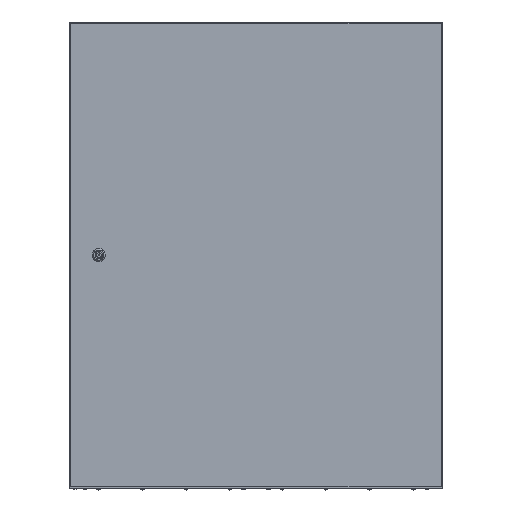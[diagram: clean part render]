
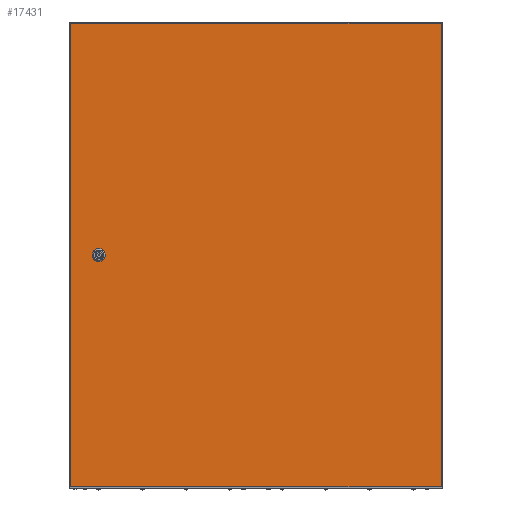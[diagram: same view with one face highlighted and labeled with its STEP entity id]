
A CAD part, top view. The second image highlights one B-rep face of the part: STEP entity #17431.
In plain terms, the highlighted planar face has unit normal (0, 0, 1).
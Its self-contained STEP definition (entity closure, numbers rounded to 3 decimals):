
#338 = VERTEX_POINT ( 'NONE', #59484 ) ;
#857 = CARTESIAN_POINT ( 'NONE',  ( 52.82, 494.944, 17. ) ) ;
#2105 = PLANE ( 'NONE',  #12134 ) ;
#3255 = EDGE_CURVE ( 'NONE', #75325, #17816, #29031, .T. ) ;
#3537 = LINE ( 'NONE', #66995, #39960 ) ;
#3919 = DIRECTION ( 'NONE',  ( 0., 1., 0. ) ) ;
#4485 = VERTEX_POINT ( 'NONE', #12404 ) ;
#4841 = CARTESIAN_POINT ( 'NONE',  ( 72.92, 494.944, 17. ) ) ;
#7064 = VERTEX_POINT ( 'NONE', #79293 ) ;
#7466 = DIRECTION ( 'NONE',  ( 0., -1., 0. ) ) ;
#7485 = ORIENTED_EDGE ( 'NONE', *, *, #58703, .F. ) ;
#8829 = ORIENTED_EDGE ( 'NONE', *, *, #79773, .F. ) ;
#10129 = DIRECTION ( 'NONE',  ( -1., 0., 0. ) ) ;
#10399 = CIRCLE ( 'NONE', #56829, 11.25 ) ;
#12134 = AXIS2_PLACEMENT_3D ( 'NONE', #27733, #46873, #71328 ) ;
#12143 = EDGE_CURVE ( 'NONE', #338, #15044, #75100, .T. ) ;
#12404 = CARTESIAN_POINT ( 'NONE',  ( 2.87, 3., 17. ) ) ;
#15044 = VERTEX_POINT ( 'NONE', #34200 ) ;
#16110 = FACE_BOUND ( 'NONE', #35867, .T. ) ;
#17177 = CARTESIAN_POINT ( 'NONE',  ( 67.926, 489.95, 17. ) ) ;
#17431 = ADVANCED_FACE ( 'NONE', ( #16110, #65144 ), #2105, .T. ) ;
#17816 = VERTEX_POINT ( 'NONE', #4841 ) ;
#18034 = CARTESIAN_POINT ( 'NONE',  ( 796.87, 3., 17. ) ) ;
#19445 = LINE ( 'NONE', #52663, #47866 ) ;
#22592 = DIRECTION ( 'NONE',  ( 1., 0., 0. ) ) ;
#23999 = CARTESIAN_POINT ( 'NONE',  ( 62.87, 500., 17. ) ) ;
#24774 = AXIS2_PLACEMENT_3D ( 'NONE', #42258, #72991, #67605 ) ;
#25692 = CARTESIAN_POINT ( 'NONE',  ( 796.87, 997., 17. ) ) ;
#27721 = VERTEX_POINT ( 'NONE', #18034 ) ;
#27733 = CARTESIAN_POINT ( 'NONE',  ( 0., 0., 17. ) ) ;
#28364 = CARTESIAN_POINT ( 'NONE',  ( 796.87, 997., 17. ) ) ;
#28486 = EDGE_CURVE ( 'NONE', #38484, #68347, #57680, .T. ) ;
#28796 = CARTESIAN_POINT ( 'NONE',  ( 2.87, 3., 17. ) ) ;
#29031 = CIRCLE ( 'NONE', #38308, 11.25 ) ;
#29145 = VERTEX_POINT ( 'NONE', #25692 ) ;
#30927 = DIRECTION ( 'NONE',  ( 1., 0., 0. ) ) ;
#31938 = CIRCLE ( 'NONE', #75664, 11.25 ) ;
#32753 = VERTEX_POINT ( 'NONE', #49038 ) ;
#33111 = ORIENTED_EDGE ( 'NONE', *, *, #33402, .F. ) ;
#33402 = EDGE_CURVE ( 'NONE', #7064, #38484, #31938, .T. ) ;
#33546 = VECTOR ( 'NONE', #3919, 1000. ) ;
#34200 = CARTESIAN_POINT ( 'NONE',  ( 67.926, 510.05, 17. ) ) ;
#35867 = EDGE_LOOP ( 'NONE', ( #52838, #7485, #69361, #8829, #80665, #59679, #33111, #38379 ) ) ;
#36658 = EDGE_CURVE ( 'NONE', #27721, #29145, #42424, .T. ) ;
#36743 = CARTESIAN_POINT ( 'NONE',  ( 67.926, 489.95, 17. ) ) ;
#37942 = ORIENTED_EDGE ( 'NONE', *, *, #46192, .T. ) ;
#38308 = AXIS2_PLACEMENT_3D ( 'NONE', #79523, #41775, #47210 ) ;
#38379 = ORIENTED_EDGE ( 'NONE', *, *, #50685, .F. ) ;
#38484 = VERTEX_POINT ( 'NONE', #79792 ) ;
#39116 = CARTESIAN_POINT ( 'NONE',  ( 62.87, 500., 17. ) ) ;
#39352 = VECTOR ( 'NONE', #65577, 1000. ) ;
#39960 = VECTOR ( 'NONE', #10129, 1000. ) ;
#41775 = DIRECTION ( 'NONE',  ( 0., 0., 1. ) ) ;
#42258 = CARTESIAN_POINT ( 'NONE',  ( 62.87, 500., 17. ) ) ;
#42424 = LINE ( 'NONE', #28364, #33546 ) ;
#42905 = CARTESIAN_POINT ( 'NONE',  ( 2.87, 997., 17. ) ) ;
#46192 = EDGE_CURVE ( 'NONE', #75311, #4485, #19445, .T. ) ;
#46457 = LINE ( 'NONE', #79172, #56323 ) ;
#46873 = DIRECTION ( 'NONE',  ( 0., 0., 1. ) ) ;
#47210 = DIRECTION ( 'NONE',  ( 1., 0., 0. ) ) ;
#47866 = VECTOR ( 'NONE', #7466, 1000. ) ;
#49038 = CARTESIAN_POINT ( 'NONE',  ( 57.814, 489.95, 17. ) ) ;
#49054 = CARTESIAN_POINT ( 'NONE',  ( 52.82, 494.944, 17. ) ) ;
#50685 = EDGE_CURVE ( 'NONE', #15044, #7064, #46457, .T. ) ;
#52256 = DIRECTION ( 'NONE',  ( -1., 0., 0. ) ) ;
#52663 = CARTESIAN_POINT ( 'NONE',  ( 2.87, 997., 17. ) ) ;
#52838 = ORIENTED_EDGE ( 'NONE', *, *, #12143, .F. ) ;
#56323 = VECTOR ( 'NONE', #52256, 1000. ) ;
#56829 = AXIS2_PLACEMENT_3D ( 'NONE', #23999, #68416, #61391 ) ;
#57680 = LINE ( 'NONE', #857, #65759 ) ;
#58083 = DIRECTION ( 'NONE',  ( 0., -1., 0. ) ) ;
#58105 = LINE ( 'NONE', #77551, #39352 ) ;
#58703 = EDGE_CURVE ( 'NONE', #17816, #338, #58105, .T. ) ;
#59484 = CARTESIAN_POINT ( 'NONE',  ( 72.92, 505.056, 17. ) ) ;
#59679 = ORIENTED_EDGE ( 'NONE', *, *, #28486, .F. ) ;
#61391 = DIRECTION ( 'NONE',  ( 1., 0., 0. ) ) ;
#65144 = FACE_OUTER_BOUND ( 'NONE', #77029, .T. ) ;
#65577 = DIRECTION ( 'NONE',  ( 0., 1., 0. ) ) ;
#65759 = VECTOR ( 'NONE', #58083, 1000. ) ;
#66995 = CARTESIAN_POINT ( 'NONE',  ( 2.87, 997., 17. ) ) ;
#67605 = DIRECTION ( 'NONE',  ( 1., 0., 0. ) ) ;
#67766 = VECTOR ( 'NONE', #30927, 1000. ) ;
#67999 = VECTOR ( 'NONE', #22592, 1000. ) ;
#68347 = VERTEX_POINT ( 'NONE', #49054 ) ;
#68416 = DIRECTION ( 'NONE',  ( 0., 0., 1. ) ) ;
#69361 = ORIENTED_EDGE ( 'NONE', *, *, #3255, .F. ) ;
#70271 = DIRECTION ( 'NONE',  ( 1., 0., 0. ) ) ;
#70574 = ORIENTED_EDGE ( 'NONE', *, *, #74446, .T. ) ;
#71328 = DIRECTION ( 'NONE',  ( 1., 0., 0. ) ) ;
#72991 = DIRECTION ( 'NONE',  ( 0., 0., 1. ) ) ;
#73371 = EDGE_CURVE ( 'NONE', #29145, #75311, #3537, .T. ) ;
#74008 = LINE ( 'NONE', #28796, #67999 ) ;
#74446 = EDGE_CURVE ( 'NONE', #4485, #27721, #74008, .T. ) ;
#75100 = CIRCLE ( 'NONE', #24774, 11.25 ) ;
#75311 = VERTEX_POINT ( 'NONE', #42905 ) ;
#75325 = VERTEX_POINT ( 'NONE', #17177 ) ;
#75664 = AXIS2_PLACEMENT_3D ( 'NONE', #39116, #76465, #70271 ) ;
#76465 = DIRECTION ( 'NONE',  ( 0., 0., 1. ) ) ;
#77029 = EDGE_LOOP ( 'NONE', ( #37942, #70574, #81965, #80464 ) ) ;
#77551 = CARTESIAN_POINT ( 'NONE',  ( 72.92, 494.944, 17. ) ) ;
#78298 = EDGE_CURVE ( 'NONE', #68347, #32753, #10399, .T. ) ;
#79172 = CARTESIAN_POINT ( 'NONE',  ( 67.926, 510.05, 17. ) ) ;
#79293 = CARTESIAN_POINT ( 'NONE',  ( 57.814, 510.05, 17. ) ) ;
#79523 = CARTESIAN_POINT ( 'NONE',  ( 62.87, 500., 17. ) ) ;
#79773 = EDGE_CURVE ( 'NONE', #32753, #75325, #81968, .T. ) ;
#79792 = CARTESIAN_POINT ( 'NONE',  ( 52.82, 505.056, 17. ) ) ;
#80464 = ORIENTED_EDGE ( 'NONE', *, *, #73371, .T. ) ;
#80665 = ORIENTED_EDGE ( 'NONE', *, *, #78298, .F. ) ;
#81965 = ORIENTED_EDGE ( 'NONE', *, *, #36658, .T. ) ;
#81968 = LINE ( 'NONE', #36743, #67766 ) ;
